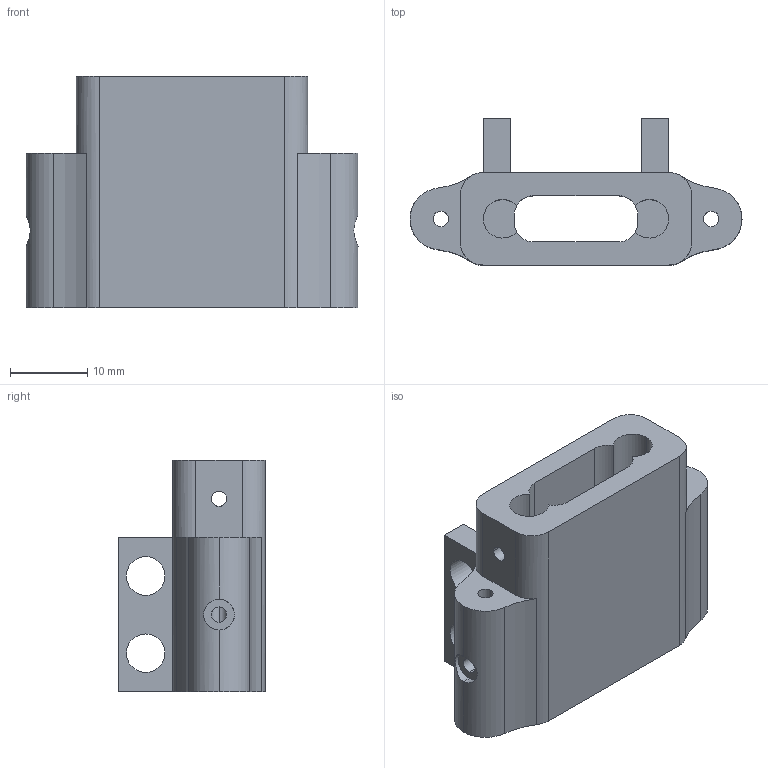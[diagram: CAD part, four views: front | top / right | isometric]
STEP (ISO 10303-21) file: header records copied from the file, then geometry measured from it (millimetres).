
FILE_DESCRIPTION (( 'STEP AP214' ), '1' );
FILE_NAME ('KiriBase_1_V2.STEP', '2024-08-27T15:42:46', ( '' ), ( '' ), 'SwSTEP 2.0', 'SolidWorks 2023', '' );
FILE_SCHEMA (( 'AUTOMOTIVE_DESIGN' ));
Length unit declared in the file: millimetre
Products named in the file (1): KiriBase_1_V2
Bounding box: 43 x 19 x 30 mm (x, y, z)
Volume: 9359.5 mm3; surface area: 6100.4 mm2
Topology: 1 solids, 1 shells, 66 faces, 194 edges, 128 vertices
Faces by surface type: cylinder 42, plane 24
Entity records: 2459 total; most frequent: CARTESIAN_POINT 599, DIRECTION 390, ORIENTED_EDGE 388, EDGE_CURVE 194, AXIS2_PLACEMENT_3D 147, VERTEX_POINT 128, VECTOR 96, LINE 96
